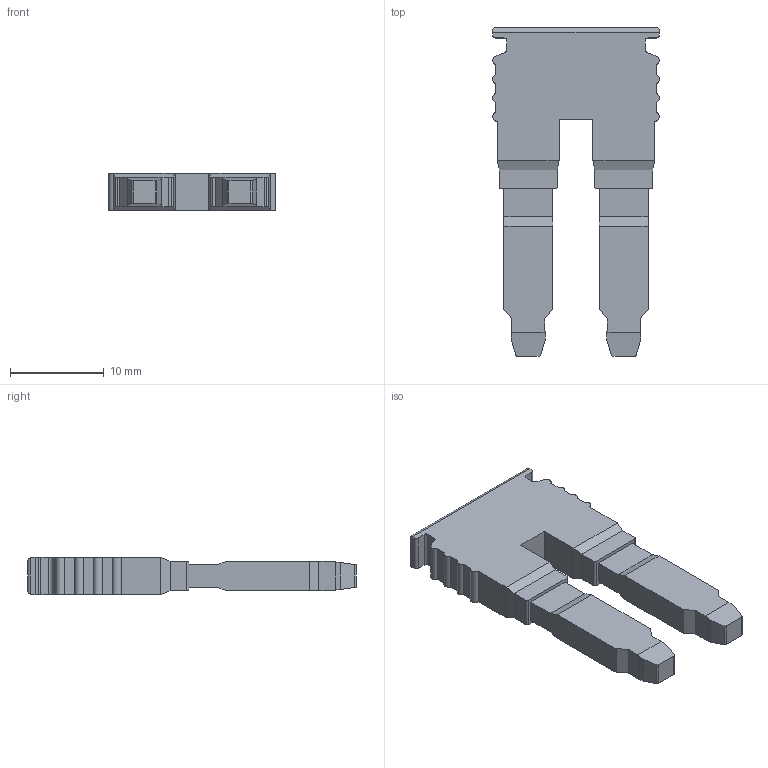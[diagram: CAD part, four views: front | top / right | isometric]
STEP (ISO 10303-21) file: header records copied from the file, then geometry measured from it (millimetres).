
FILE_DESCRIPTION((''),'2;1');
FILE_NAME('PRT0002','2021-11-01T',('Administrator'),(''),'PRO/ENGINEER BY PARAMETRIC TECHNOLOGY CORPORATION, 2013230','PRO/ENGINEER BY PARAMETRIC TECHNOLOGY CORPORATION, 2013230','');
FILE_SCHEMA(('AUTOMOTIVE_DESIGN { 1 0 10303 214 1 1 1 1 }'));
Length unit declared in the file: millimetre
Products named in the file (1): PRT0002
Bounding box: 17.8 x 35.1 x 4 mm (x, y, z)
Volume: 1518.4 mm3; surface area: 1397.9 mm2
Topology: 1 solids, 1 shells, 104 faces, 284 edges, 184 vertices
Faces by surface type: plane 78, cylinder 26
Entity records: 3348 total; most frequent: CARTESIAN_POINT 634, ORIENTED_EDGE 568, DIRECTION 520, EDGE_CURVE 284, VECTOR 232, LINE 232, VERTEX_POINT 184, AXIS2_PLACEMENT_3D 144
